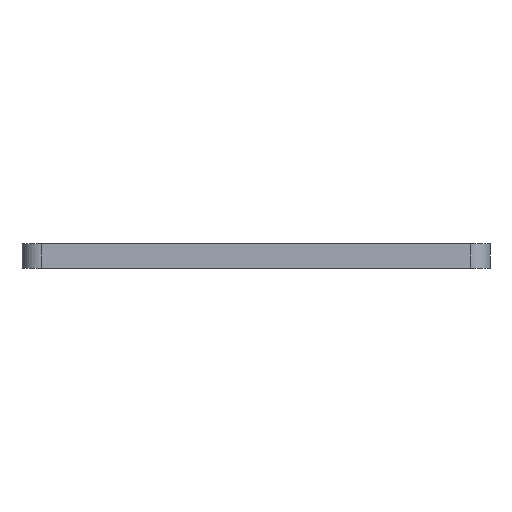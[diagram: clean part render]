
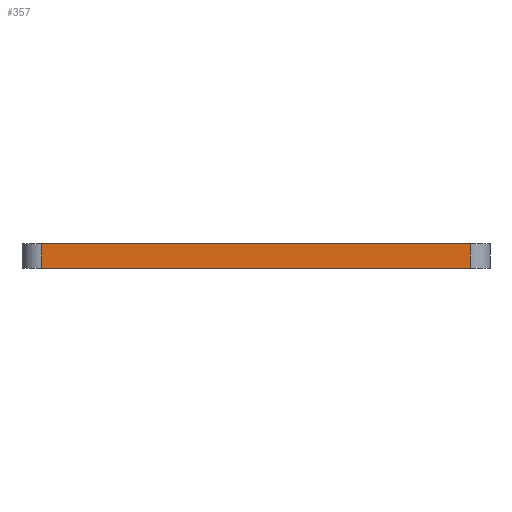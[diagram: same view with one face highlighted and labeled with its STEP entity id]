
A CAD part, left-side view. The second image highlights one B-rep face of the part: STEP entity #357.
In plain terms, the highlighted planar face has unit normal (-1, 0, 0).
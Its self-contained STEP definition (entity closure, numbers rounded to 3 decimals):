
#1 = EDGE_CURVE ( 'NONE', #171, #333, #64, .T. ) ;
#3 = LINE ( 'NONE', #408, #46 ) ;
#4 = CARTESIAN_POINT ( 'NONE',  ( -25., 21.75, 0. ) ) ;
#46 = VECTOR ( 'NONE', #267, 1000. ) ;
#64 = LINE ( 'NONE', #355, #81 ) ;
#81 = VECTOR ( 'NONE', #1035, 1000. ) ;
#171 = VERTEX_POINT ( 'NONE', #573 ) ;
#179 = CARTESIAN_POINT ( 'NONE',  ( -25., -21.75, 0. ) ) ;
#205 = CARTESIAN_POINT ( 'NONE',  ( -25., 0., 2.5 ) ) ;
#249 = DIRECTION ( 'NONE',  ( -1., 0., 0. ) ) ;
#250 = AXIS2_PLACEMENT_3D ( 'NONE', #925, #249, #762 ) ;
#267 = DIRECTION ( 'NONE',  ( 0., 1., 0. ) ) ;
#283 = LINE ( 'NONE', #205, #442 ) ;
#288 = ORIENTED_EDGE ( 'NONE', *, *, #540, .F. ) ;
#294 = VERTEX_POINT ( 'NONE', #179 ) ;
#333 = VERTEX_POINT ( 'NONE', #4 ) ;
#355 = CARTESIAN_POINT ( 'NONE',  ( -25., 21.75, 2.5 ) ) ;
#357 = ADVANCED_FACE ( 'NONE', ( #919 ), #409, .T. ) ;
#408 = CARTESIAN_POINT ( 'NONE',  ( -25., 0., 0. ) ) ;
#409 = PLANE ( 'NONE',  #250 ) ;
#442 = VECTOR ( 'NONE', #1024, 1000. ) ;
#461 = ORIENTED_EDGE ( 'NONE', *, *, #1048, .T. ) ;
#506 = DIRECTION ( 'NONE',  ( 0., 0., 1. ) ) ;
#540 = EDGE_CURVE ( 'NONE', #294, #333, #3, .T. ) ;
#547 = CARTESIAN_POINT ( 'NONE',  ( -25., -21.75, 2.5 ) ) ;
#564 = ORIENTED_EDGE ( 'NONE', *, *, #1, .T. ) ;
#573 = CARTESIAN_POINT ( 'NONE',  ( -25., 21.75, 2.5 ) ) ;
#598 = LINE ( 'NONE', #692, #1068 ) ;
#684 = EDGE_CURVE ( 'NONE', #837, #171, #283, .T. ) ;
#692 = CARTESIAN_POINT ( 'NONE',  ( -25., -21.75, 2.5 ) ) ;
#762 = DIRECTION ( 'NONE',  ( 0., 0., 1. ) ) ;
#837 = VERTEX_POINT ( 'NONE', #547 ) ;
#919 = FACE_OUTER_BOUND ( 'NONE', #1010, .T. ) ;
#925 = CARTESIAN_POINT ( 'NONE',  ( -25., 0., 2.5 ) ) ;
#933 = ORIENTED_EDGE ( 'NONE', *, *, #684, .T. ) ;
#1010 = EDGE_LOOP ( 'NONE', ( #288, #461, #933, #564 ) ) ;
#1024 = DIRECTION ( 'NONE',  ( 0., 1., 0. ) ) ;
#1035 = DIRECTION ( 'NONE',  ( 0., 0., -1. ) ) ;
#1048 = EDGE_CURVE ( 'NONE', #294, #837, #598, .T. ) ;
#1068 = VECTOR ( 'NONE', #506, 1000. ) ;
